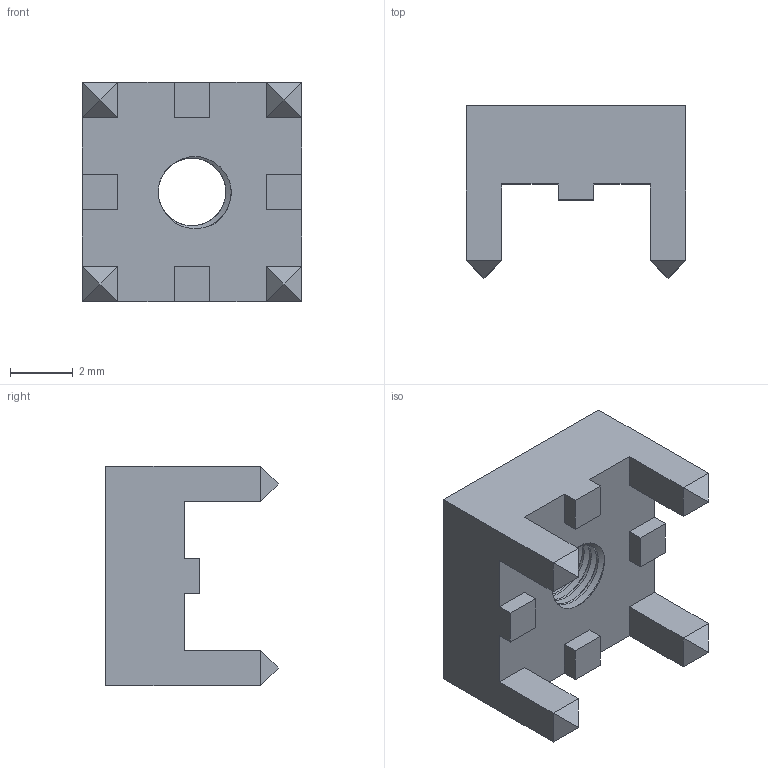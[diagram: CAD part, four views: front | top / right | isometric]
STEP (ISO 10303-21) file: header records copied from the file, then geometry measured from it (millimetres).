
FILE_DESCRIPTION (( 'STEP AP214' ), '1' );
FILE_NAME ('74650073R.STEP', '2022-05-12T09:56:11', ( '' ), ( '' ), 'SwSTEP 2.0', 'SolidWorks 2018', '' );
FILE_SCHEMA (( 'AUTOMOTIVE_DESIGN' ));
Length unit declared in the file: millimetre
Products named in the file (1): 74650073R
Bounding box: 7 x 5.5 x 7 mm (x, y, z)
Volume: 127.6 mm3; surface area: 242 mm2
Topology: 1 solids, 1 shells, 68 faces, 174 edges, 108 vertices
Faces by surface type: plane 47, cylinder 16, bspline 3, cone 2
Entity records: 3637 total; most frequent: CARTESIAN_POINT 1330, ORIENTED_EDGE 348, DIRECTION 274, EDGE_CURVE 174, VECTOR 130, LINE 130, VERTEX_POINT 108, AXIS2_PLACEMENT_3D 72
